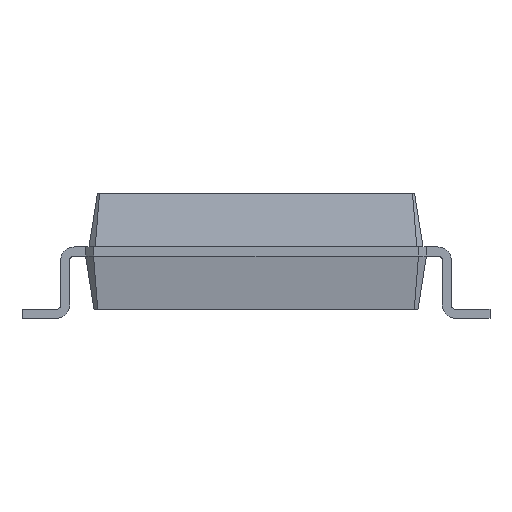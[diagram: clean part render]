
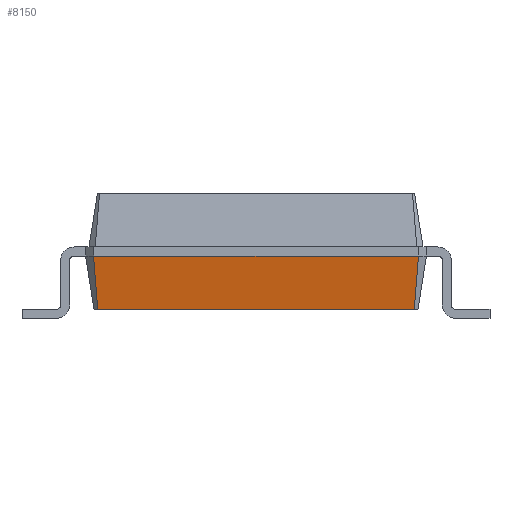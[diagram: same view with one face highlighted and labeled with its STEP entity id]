
A CAD part, front view. The second image highlights one B-rep face of the part: STEP entity #8150.
In plain terms, the highlighted free-form (B-spline) face has degree [1, 1] with [2, 2] control points.
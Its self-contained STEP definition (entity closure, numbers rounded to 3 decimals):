
#318 = B_SPLINE_CURVE_WITH_KNOTS ( 'NONE', 1,
 ( #24109, #4979 ),
 .UNSPECIFIED., .F., .F.,
 ( 2, 2 ),
 ( 0., 1. ),
 .UNSPECIFIED. ) ;
#2829 = ORIENTED_EDGE ( 'NONE', *, *, #11198, .F. ) ;
#3081 = CARTESIAN_POINT ( 'NONE',  ( -3.482, -7.514, 0.2 ) ) ;
#3511 = VERTEX_POINT ( 'NONE', #18026 ) ;
#4124 = B_SPLINE_CURVE_WITH_KNOTS ( 'NONE', 1,
 ( #11757, #4664 ),
 .UNSPECIFIED., .F., .F.,
 ( 2, 2 ),
 ( 0., 1. ),
 .UNSPECIFIED. ) ;
#4664 = CARTESIAN_POINT ( 'NONE',  ( 3.575, -7.7, 1.375 ) ) ;
#4857 = LINE ( 'NONE', #21681, #24580 ) ;
#4979 = CARTESIAN_POINT ( 'NONE',  ( -3.575, -7.7, 1.375 ) ) ;
#5061 = CARTESIAN_POINT ( 'NONE',  ( 3.482, -7.514, 0.2 ) ) ;
#5161 = FACE_OUTER_BOUND ( 'NONE', #20668, .T. ) ;
#6273 = VECTOR ( 'NONE', #19717, 1000. ) ;
#6828 = CARTESIAN_POINT ( 'NONE',  ( -3.575, -7.7, 1.375 ) ) ;
#7372 = CARTESIAN_POINT ( 'NONE',  ( -3.575, -7.7, 1.375 ) ) ;
#7829 = VERTEX_POINT ( 'NONE', #20903 ) ;
#8037 = EDGE_CURVE ( 'NONE', #3511, #7829, #4124, .T. ) ;
#8150 = ADVANCED_FACE ( 'NONE', ( #5161 ), #23846, .F. ) ;
#10486 = CARTESIAN_POINT ( 'NONE',  ( 3.575, -7.7, 1.375 ) ) ;
#11198 = EDGE_CURVE ( 'NONE', #15225, #20556, #318, .T. ) ;
#11757 = CARTESIAN_POINT ( 'NONE',  ( 3.482, -7.514, 0.2 ) ) ;
#12107 = ORIENTED_EDGE ( 'NONE', *, *, #22494, .F. ) ;
#13085 = CARTESIAN_POINT ( 'NONE',  ( -3.482, -7.514, 0.2 ) ) ;
#13939 = CARTESIAN_POINT ( 'NONE',  ( 3.575, -7.7, 1.375 ) ) ;
#15225 = VERTEX_POINT ( 'NONE', #13085 ) ;
#17513 = ORIENTED_EDGE ( 'NONE', *, *, #8037, .T. ) ;
#18026 = CARTESIAN_POINT ( 'NONE',  ( 3.482, -7.514, 0.2 ) ) ;
#19717 = DIRECTION ( 'NONE',  ( -1., 0., 0. ) ) ;
#20556 = VERTEX_POINT ( 'NONE', #7372 ) ;
#20668 = EDGE_LOOP ( 'NONE', ( #17513, #23364, #2829, #12107 ) ) ;
#20685 = EDGE_CURVE ( 'NONE', #7829, #20556, #20933, .T. ) ;
#20903 = CARTESIAN_POINT ( 'NONE',  ( 3.575, -7.7, 1.375 ) ) ;
#20933 = LINE ( 'NONE', #13939, #6273 ) ;
#21681 = CARTESIAN_POINT ( 'NONE',  ( 3.482, -7.514, 0.2 ) ) ;
#22494 = EDGE_CURVE ( 'NONE', #3511, #15225, #4857, .T. ) ;
#23364 = ORIENTED_EDGE ( 'NONE', *, *, #20685, .T. ) ;
#23577 = DIRECTION ( 'NONE',  ( -1., 0., 0. ) ) ;
#23846 = B_SPLINE_SURFACE_WITH_KNOTS ( 'NONE', 1, 1, ( 
 ( #5061, #10486 ),
 ( #3081, #6828 ) ),
 .UNSPECIFIED., .F., .F., .F.,
 ( 2, 2 ),
 ( 2, 2 ),
 ( 0., 7.15 ),
 ( 0., 1. ),
 .UNSPECIFIED. ) ;
#24109 = CARTESIAN_POINT ( 'NONE',  ( -3.482, -7.514, 0.2 ) ) ;
#24580 = VECTOR ( 'NONE', #23577, 1000. ) ;
